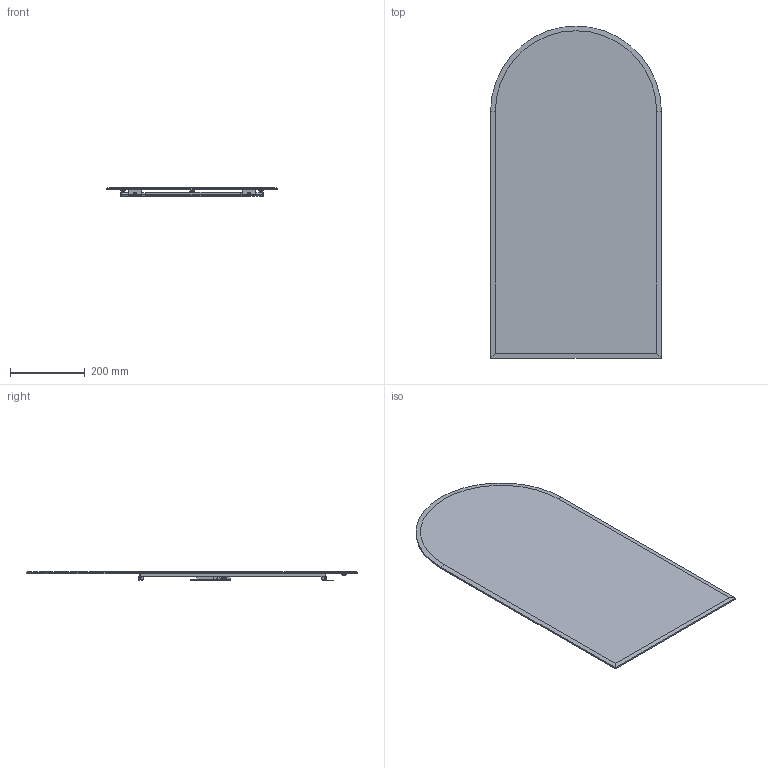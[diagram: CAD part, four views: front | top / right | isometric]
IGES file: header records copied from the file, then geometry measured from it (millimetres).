
Start section:  PTC IGES file: 1141n.igs
Global section: file name: 1141n.igs; native system: Pro/ENGINEER by Parametric Technology Corporation; preprocessor: 2009300; author: project; organization: Unknown; date: 20101129.115620; units: inch
Bounding box: 457.2 x 889 x 23.34 mm (x, y, z)
Surface area: 904008.3 mm2 (no closed solid volume)
Topology: 0 solids, 38 shells, 262 faces, 1178 edges, 927 vertices
Faces by surface type: bspline 144, revolution 118
